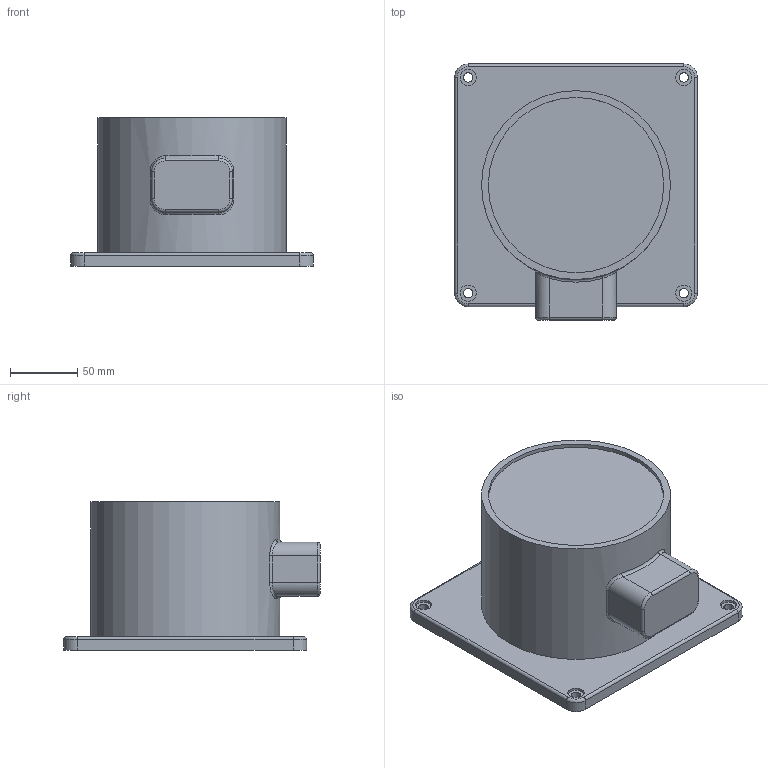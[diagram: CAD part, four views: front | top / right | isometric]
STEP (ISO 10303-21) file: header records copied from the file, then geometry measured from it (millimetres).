
FILE_DESCRIPTION(/* description */ (''),/* implementation_level */ '2;1');
FILE_NAME(/* name */ 'base.step',/* time_stamp */ '2026-02-10T22:20:10+05:30',/* author */ (''),/* organization */ (''),/* preprocessor_version */ 'ST-DEVELOPER v20.1',/* originating_system */ 'Autodesk Translation Framework v14.24.0.0',/* authorisation */ '');
FILE_SCHEMA (('AUTOMOTIVE_DESIGN { 1 0 10303 214 3 1 1 }'));
Length unit declared in the file: millimetre
Products named in the file (1): 2026-02-10-22-20-10-663
Bounding box: 180 x 190 x 110 mm (x, y, z)
Volume: 1894147.7 mm3; surface area: 122777.4 mm2
Topology: 1 solids, 1 shells, 59 faces, 126 edges, 76 vertices
Faces by surface type: cylinder 28, plane 17, torus 10, bspline 4
Full cylindrical faces by diameter (mm): 7 x4, 12 x4, 130 x1, 140 x1
Entity records: 1794 total; most frequent: CARTESIAN_POINT 439, DIRECTION 298, ORIENTED_EDGE 252, EDGE_CURVE 126, AXIS2_PLACEMENT_3D 124, VERTEX_POINT 76, EDGE_LOOP 74, CIRCLE 68
